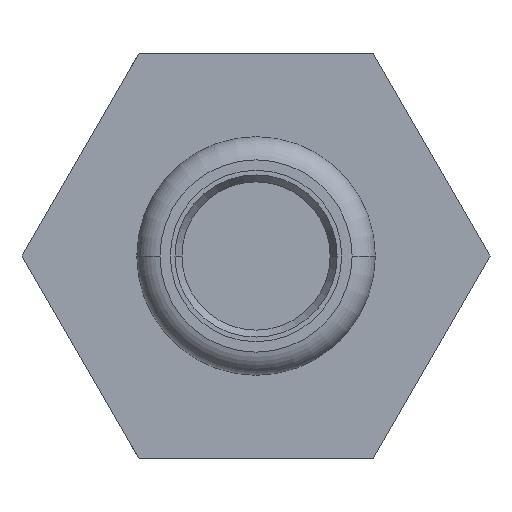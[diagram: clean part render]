
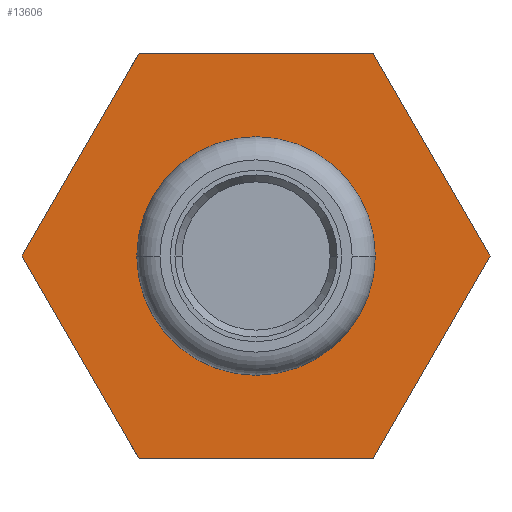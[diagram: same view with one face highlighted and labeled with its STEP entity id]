
A CAD part, left-side view. The second image highlights one B-rep face of the part: STEP entity #13606.
In plain terms, the highlighted planar face has unit normal (-1, 0, 0).
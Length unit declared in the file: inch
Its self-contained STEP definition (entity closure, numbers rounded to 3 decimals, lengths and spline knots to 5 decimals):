
#4005=DIRECTION('',(0.,1.,0.));
#4006=VECTOR('',#4005,0.39778);
#4007=CARTESIAN_POINT('',(0.08268,-0.19884,
0.34449));
#4008=LINE('',#4007,#4006);
#4009=DIRECTION('',(0.,0.5,0.866));
#4010=VECTOR('',#4009,0.39778);
#4011=CARTESIAN_POINT('',(0.08268,-0.39773,0.));
#4012=LINE('',#4011,#4010);
#4013=DIRECTION('',(0.,-0.5,0.866));
#4014=VECTOR('',#4013,0.39778);
#4015=CARTESIAN_POINT('',(0.08268,-0.19884,
-0.34449));
#4016=LINE('',#4015,#4014);
#4017=DIRECTION('',(0.,-1.,0.));
#4018=VECTOR('',#4017,0.39778);
#4019=CARTESIAN_POINT('',(0.08268,0.19894,
-0.34449));
#4020=LINE('',#4019,#4018);
#4021=DIRECTION('',(0.,-0.5,-0.866));
#4022=VECTOR('',#4021,0.39778);
#4023=CARTESIAN_POINT('',(0.08268,0.39783,0.));
#4024=LINE('',#4023,#4022);
#4025=DIRECTION('',(0.,0.5,-0.866));
#4026=VECTOR('',#4025,0.39778);
#4027=CARTESIAN_POINT('',(0.08268,0.19894,
0.34449));
#4028=LINE('',#4027,#4026);
#4042=CARTESIAN_POINT('',(0.08268,0.,0.));
#4043=DIRECTION('',(1.,0.,0.));
#4044=DIRECTION('',(0.,1.,0.));
#4045=AXIS2_PLACEMENT_3D('',#4042,#4043,#4044);
#4052=CARTESIAN_POINT('',(0.08268,0.,0.));
#4053=DIRECTION('',(-1.,0.,0.));
#4054=DIRECTION('',(0.,1.,0.));
#4055=AXIS2_PLACEMENT_3D('',#4052,#4053,#4054);
#6777=CARTESIAN_POINT('',(0.08268,0.20276,0.));
#6778=CARTESIAN_POINT('',(0.08268,-0.20276,0.));
#6779=VERTEX_POINT('',#6777);
#6780=VERTEX_POINT('',#6778);
#6800=CARTESIAN_POINT('',(0.08268,-0.19884,
0.34449));
#6801=CARTESIAN_POINT('',(0.08268,0.19894,
0.34449));
#6802=VERTEX_POINT('',#6800);
#6803=VERTEX_POINT('',#6801);
#6804=CARTESIAN_POINT('',(0.08268,0.39783,0.));
#6805=VERTEX_POINT('',#6804);
#6806=CARTESIAN_POINT('',(0.08268,0.19894,
-0.34449));
#6807=VERTEX_POINT('',#6806);
#6808=CARTESIAN_POINT('',(0.08268,-0.19884,
-0.34449));
#6809=VERTEX_POINT('',#6808);
#6810=CARTESIAN_POINT('',(0.08268,-0.39773,0.));
#6811=VERTEX_POINT('',#6810);
#13587=CARTESIAN_POINT('',(0.08268,0.,0.));
#13588=DIRECTION('',(1.,0.,0.));
#13589=DIRECTION('',(0.,-1.,0.));
#13590=AXIS2_PLACEMENT_3D('',#13587,#13588,#13589);
#13591=PLANE('',#13590);
#13592=ORIENTED_EDGE('',*,*,#13540,.F.);
#13593=ORIENTED_EDGE('',*,*,#13554,.F.);
#13594=ORIENTED_EDGE('',*,*,#13568,.F.);
#13595=ORIENTED_EDGE('',*,*,#13581,.F.);
#13596=ORIENTED_EDGE('',*,*,#13507,.F.);
#13597=ORIENTED_EDGE('',*,*,#13526,.F.);
#13598=EDGE_LOOP('',(#13592,#13593,#13594,#13595,#13596,#13597));
#13599=FACE_OUTER_BOUND('',#13598,.F.);
#13601=ORIENTED_EDGE('',*,*,#13600,.F.);
#13603=ORIENTED_EDGE('',*,*,#13602,.T.);
#13604=EDGE_LOOP('',(#13601,#13603));
#13605=FACE_BOUND('',#13604,.F.);
#13606=ADVANCED_FACE('',(#13599,#13605),#13591,.F.);
#4046=CIRCLE('',#4045,0.20276);
#4056=CIRCLE('',#4055,0.20276);
#13507=EDGE_CURVE('',#6805,#6807,#4024,.T.);
#13526=EDGE_CURVE('',#6803,#6805,#4028,.T.);
#13540=EDGE_CURVE('',#6802,#6803,#4008,.T.);
#13554=EDGE_CURVE('',#6811,#6802,#4012,.T.);
#13568=EDGE_CURVE('',#6809,#6811,#4016,.T.);
#13581=EDGE_CURVE('',#6807,#6809,#4020,.T.);
#13600=EDGE_CURVE('',#6779,#6780,#4046,.T.);
#13602=EDGE_CURVE('',#6779,#6780,#4056,.T.);
